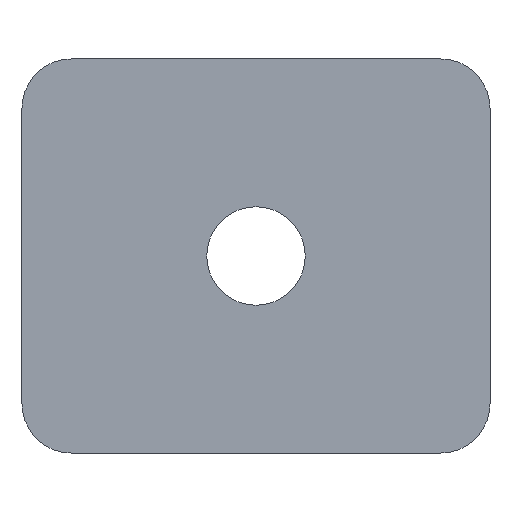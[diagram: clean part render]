
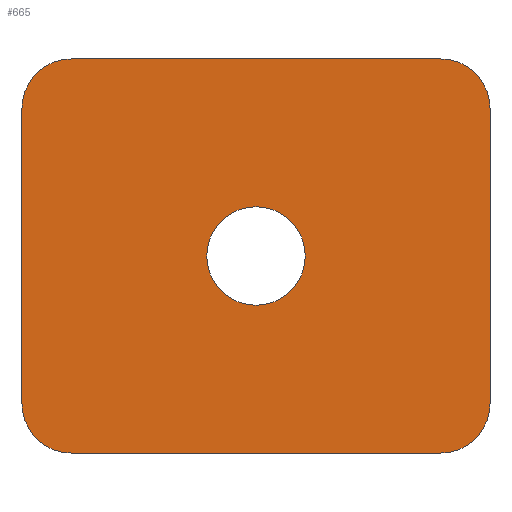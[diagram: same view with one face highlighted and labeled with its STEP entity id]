
A CAD part, left-side view. The second image highlights one B-rep face of the part: STEP entity #665.
In plain terms, the highlighted planar face has unit normal (-1, 0, 0).
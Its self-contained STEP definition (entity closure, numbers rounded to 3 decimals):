
#48=FACE_BOUND('',#138,.T.);
#60=CIRCLE('',#729,2.);
#61=CIRCLE('',#730,2.);
#62=CIRCLE('',#731,2.);
#63=CIRCLE('',#732,2.);
#64=CIRCLE('',#733,2.);
#94=FACE_OUTER_BOUND('',#137,.T.);
#137=EDGE_LOOP('',(#489,#490,#491,#492,#493,#494,#495,#496));
#138=EDGE_LOOP('',(#497));
#198=LINE('',#1087,#255);
#202=LINE('',#1102,#259);
#203=LINE('',#1106,#260);
#204=LINE('',#1110,#261);
#255=VECTOR('',#847,1000.);
#259=VECTOR('',#859,1000.);
#260=VECTOR('',#862,1000.);
#261=VECTOR('',#865,1000.);
#317=VERTEX_POINT('',#1085);
#318=VERTEX_POINT('',#1086);
#324=VERTEX_POINT('',#1100);
#325=VERTEX_POINT('',#1101);
#326=VERTEX_POINT('',#1103);
#327=VERTEX_POINT('',#1105);
#328=VERTEX_POINT('',#1107);
#329=VERTEX_POINT('',#1109);
#330=VERTEX_POINT('',#1113);
#381=EDGE_CURVE('',#317,#318,#198,.T.);
#388=EDGE_CURVE('',#324,#325,#202,.T.);
#389=EDGE_CURVE('',#325,#326,#60,.F.);
#390=EDGE_CURVE('',#327,#326,#203,.T.);
#391=EDGE_CURVE('',#327,#328,#61,.F.);
#392=EDGE_CURVE('',#329,#328,#204,.T.);
#393=EDGE_CURVE('',#329,#317,#62,.F.);
#394=EDGE_CURVE('',#318,#324,#63,.F.);
#395=EDGE_CURVE('',#330,#330,#64,.T.);
#489=ORIENTED_EDGE('',*,*,#388,.T.);
#490=ORIENTED_EDGE('',*,*,#389,.T.);
#491=ORIENTED_EDGE('',*,*,#390,.F.);
#492=ORIENTED_EDGE('',*,*,#391,.T.);
#493=ORIENTED_EDGE('',*,*,#392,.F.);
#494=ORIENTED_EDGE('',*,*,#393,.T.);
#495=ORIENTED_EDGE('',*,*,#381,.T.);
#496=ORIENTED_EDGE('',*,*,#394,.T.);
#497=ORIENTED_EDGE('',*,*,#395,.F.);
#651=PLANE('',#728);
#665=ADVANCED_FACE('',(#94,#48),#651,.F.);
#728=AXIS2_PLACEMENT_3D('',#1099,#857,#858);
#729=AXIS2_PLACEMENT_3D('',#1104,#860,#861);
#730=AXIS2_PLACEMENT_3D('',#1108,#863,#864);
#731=AXIS2_PLACEMENT_3D('',#1111,#866,#867);
#732=AXIS2_PLACEMENT_3D('',#1112,#868,#869);
#733=AXIS2_PLACEMENT_3D('',#1114,#870,#871);
#847=DIRECTION('',(0.,0.,-1.));
#857=DIRECTION('center_axis',(1.,0.,0.));
#858=DIRECTION('ref_axis',(0.,1.,0.));
#859=DIRECTION('',(0.,-1.,0.));
#860=DIRECTION('center_axis',(1.,0.,0.));
#861=DIRECTION('ref_axis',(0.,1.,0.));
#862=DIRECTION('',(0.,0.,-1.));
#863=DIRECTION('center_axis',(1.,0.,0.));
#864=DIRECTION('ref_axis',(0.,1.,0.));
#865=DIRECTION('',(0.,-1.,0.));
#866=DIRECTION('center_axis',(1.,0.,0.));
#867=DIRECTION('ref_axis',(0.,1.,0.));
#868=DIRECTION('center_axis',(1.,0.,0.));
#869=DIRECTION('ref_axis',(0.,1.,0.));
#870=DIRECTION('center_axis',(-1.,0.,0.));
#871=DIRECTION('ref_axis',(0.,-1.,0.));
#1085=CARTESIAN_POINT('',(-30.,9.5,14.));
#1086=CARTESIAN_POINT('',(-30.,9.5,2.));
#1087=CARTESIAN_POINT('',(-30.,9.5,16.));
#1099=CARTESIAN_POINT('Origin',(-30.,0.,16.));
#1100=CARTESIAN_POINT('',(-30.,7.5,0.));
#1101=CARTESIAN_POINT('',(-30.,-7.5,0.));
#1102=CARTESIAN_POINT('',(-30.,0.,0.));
#1103=CARTESIAN_POINT('',(-30.,-9.5,2.));
#1104=CARTESIAN_POINT('Origin',(-30.,-7.5,2.));
#1105=CARTESIAN_POINT('',(-30.,-9.5,14.));
#1106=CARTESIAN_POINT('',(-30.,-9.5,16.));
#1107=CARTESIAN_POINT('',(-30.,-7.5,16.));
#1108=CARTESIAN_POINT('Origin',(-30.,-7.5,14.));
#1109=CARTESIAN_POINT('',(-30.,7.5,16.));
#1110=CARTESIAN_POINT('',(-30.,0.,16.));
#1111=CARTESIAN_POINT('Origin',(-30.,7.5,14.));
#1112=CARTESIAN_POINT('Origin',(-30.,7.5,2.));
#1113=CARTESIAN_POINT('',(-30.,2.,8.));
#1114=CARTESIAN_POINT('Origin',(-30.,0.,8.));
